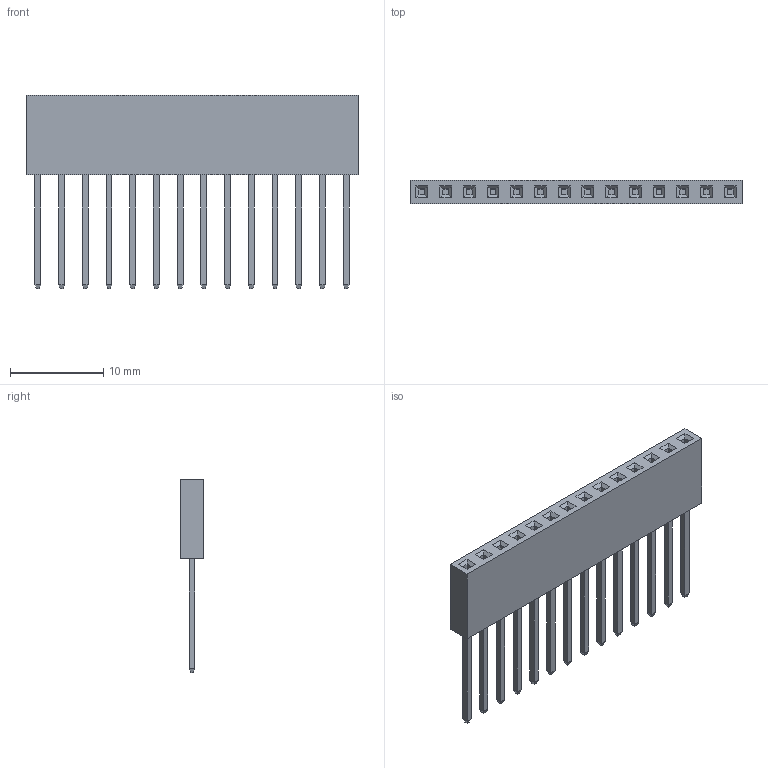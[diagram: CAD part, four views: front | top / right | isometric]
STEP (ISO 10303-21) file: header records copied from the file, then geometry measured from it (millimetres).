
FILE_DESCRIPTION(/* description */ (''),/* implementation_level */ '2;1');
FILE_NAME(/* name */ 'arduino_MF_header_14x1_P2.54 v2.step',/* time_stamp */ '2021-04-23T11:37:32+02:00',/* author */ (''),/* organization */ (''),/* preprocessor_version */ 'ST-DEVELOPER v18.1',/* originating_system */ 'Autodesk Translation Framework v9.10.0.1330',/* authorisation */ '');
FILE_SCHEMA (('AUTOMOTIVE_DESIGN { 1 0 10303 214 3 1 1 }'));
Length unit declared in the file: millimetre
Products named in the file (1): arduino_MF_header_14x1_P2.54
Bounding box: 35.56 x 2.54 x 20.7 mm (x, y, z)
Volume: 809.9 mm3; surface area: 1406.2 mm2
Topology: 1 solids, 1 shells, 258 faces, 572 edges, 344 vertices
Faces by surface type: plane 258
Entity records: 7007 total; most frequent: CARTESIAN_POINT 1175, ORIENTED_EDGE 1144, DIRECTION 1090, LINE 572, VECTOR 572, EDGE_CURVE 572, VERTEX_POINT 344, EDGE_LOOP 286
